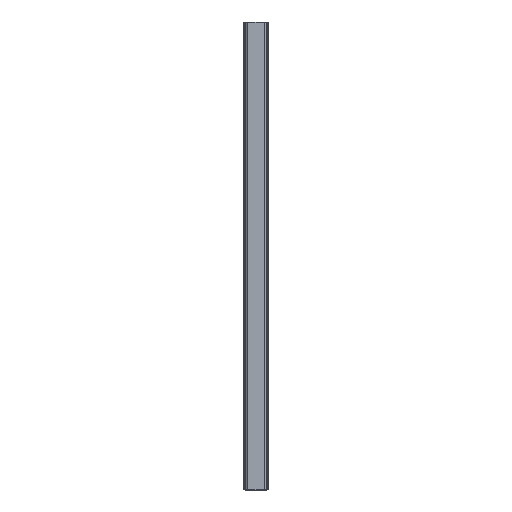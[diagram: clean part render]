
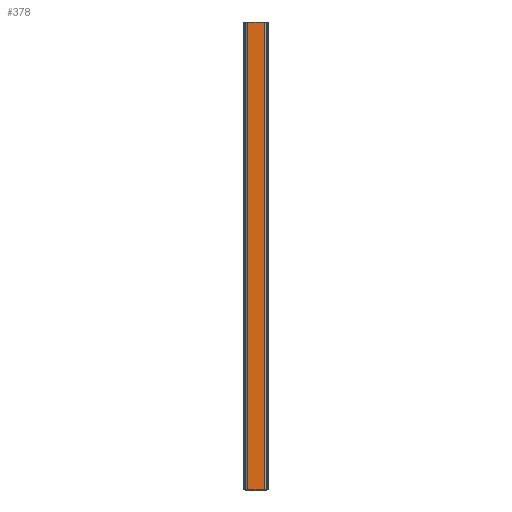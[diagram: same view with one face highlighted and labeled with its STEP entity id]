
A CAD part, top view. The second image highlights one B-rep face of the part: STEP entity #378.
In plain terms, the highlighted planar face has unit normal (0, 0, 1).
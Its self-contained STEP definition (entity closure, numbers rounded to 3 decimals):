
#378=ADVANCED_FACE('',(#779),#780,.T.);
#779=FACE_OUTER_BOUND('',#1201,.T.);
#780=PLANE('',#1202);
#1201=EDGE_LOOP('',(#2342,#2343,#2344,#2345));
#1202=AXIS2_PLACEMENT_3D('',#2346,#2347,#2348);
#2342=ORIENTED_EDGE('',*,*,#2918,.T.);
#2343=ORIENTED_EDGE('',*,*,#3012,.F.);
#2344=ORIENTED_EDGE('',*,*,#2780,.T.);
#2345=ORIENTED_EDGE('',*,*,#3010,.T.);
#2346=CARTESIAN_POINT('',(0.,290.0,15.));
#2347=DIRECTION('',(0.0,0.0,1.0));
#2348=DIRECTION('',(-1.0,0.0,0.0));
#2780=EDGE_CURVE('',#3410,#3408,#3411,.T.);
#2918=EDGE_CURVE('',#3641,#3639,#3642,.T.);
#3010=EDGE_CURVE('',#3408,#3641,#3756,.T.);
#3012=EDGE_CURVE('',#3410,#3639,#3758,.T.);
#3408=VERTEX_POINT('',#4299);
#3410=VERTEX_POINT('',#4302);
#3411=LINE('',#4303,#4304);
#3639=VERTEX_POINT('',#4618);
#3641=VERTEX_POINT('',#4621);
#3642=LINE('',#4622,#4623);
#3756=LINE('',#4771,#4772);
#3758=LINE('',#4774,#4775);
#4299=CARTESIAN_POINT('',(-5.049,290.0,15.));
#4302=CARTESIAN_POINT('',(5.049,290.0,15.));
#4303=CARTESIAN_POINT('',(5.049,290.0,15.));
#4304=VECTOR('',#5065,1.0);
#4618=CARTESIAN_POINT('',(5.049,0.0,15.));
#4621=CARTESIAN_POINT('',(-5.049,0.0,15.));
#4622=CARTESIAN_POINT('',(5.049,0.0,15.));
#4623=VECTOR('',#5231,1.0);
#4771=CARTESIAN_POINT('',(-5.049,290.0,15.));
#4772=VECTOR('',#5335,1.0);
#4774=CARTESIAN_POINT('',(5.049,290.0,15.));
#4775=VECTOR('',#5336,1.0);
#5065=DIRECTION('',(-1.0,0.0,0.0));
#5231=DIRECTION('',(1.0,0.0,0.0));
#5335=DIRECTION('',(0.0,-1.0,0.0));
#5336=DIRECTION('',(0.0,-1.0,0.0));
